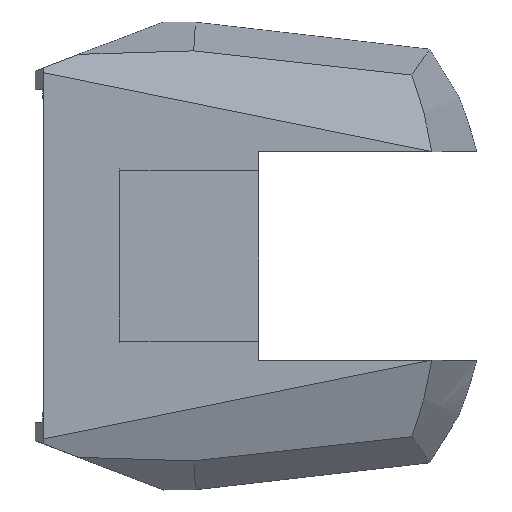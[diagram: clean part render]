
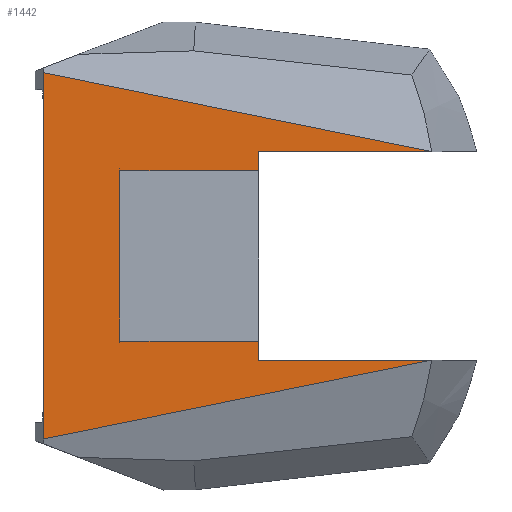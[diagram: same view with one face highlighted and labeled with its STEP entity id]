
A CAD part, top view. The second image highlights one B-rep face of the part: STEP entity #1442.
In plain terms, the highlighted planar face has unit normal (0, 0, 1).
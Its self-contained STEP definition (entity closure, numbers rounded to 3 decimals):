
#16 = EDGE_CURVE ( 'NONE', #1398, #2339, #2357, .T. ) ;
#98 = EDGE_LOOP ( 'NONE', ( #599, #1214, #1833, #1201, #1848, #425, #519, #837, #992, #1628 ) ) ;
#118 = EDGE_CURVE ( 'NONE', #360, #1398, #1420, .T. ) ;
#145 = EDGE_CURVE ( 'NONE', #1805, #954, #1289, .T. ) ;
#265 = VECTOR ( 'NONE', #1028, 1000. ) ;
#326 = DIRECTION ( 'NONE',  ( 0., 0., 1. ) ) ;
#342 = CARTESIAN_POINT ( 'NONE',  ( 6.301, 26.301, 30. ) ) ;
#360 = VERTEX_POINT ( 'NONE', #1311 ) ;
#380 = EDGE_CURVE ( 'NONE', #1438, #1395, #1325, .T. ) ;
#425 = ORIENTED_EDGE ( 'NONE', *, *, #118, .F. ) ;
#486 = DIRECTION ( 'NONE',  ( 1., 0., 0. ) ) ;
#519 = ORIENTED_EDGE ( 'NONE', *, *, #762, .F. ) ;
#520 = EDGE_CURVE ( 'NONE', #929, #2339, #2173, .T. ) ;
#526 = CARTESIAN_POINT ( 'NONE',  ( 6.301, 21.5, 30. ) ) ;
#568 = DIRECTION ( 'NONE',  ( 0., -1., 0. ) ) ;
#599 = ORIENTED_EDGE ( 'NONE', *, *, #2436, .F. ) ;
#613 = VECTOR ( 'NONE', #698, 1000. ) ;
#614 = DIRECTION ( 'NONE',  ( 0., -1., 0. ) ) ;
#627 = CARTESIAN_POINT ( 'NONE',  ( 0., -26.301, 30. ) ) ;
#674 = CARTESIAN_POINT ( 'NONE',  ( 6.301, -26.301, 30. ) ) ;
#698 = DIRECTION ( 'NONE',  ( 0.98, -0.199, 0. ) ) ;
#712 = PLANE ( 'NONE',  #1996 ) ;
#724 = DIRECTION ( 'NONE',  ( 0., -1., 0. ) ) ;
#725 = DIRECTION ( 'NONE',  ( 1., 0., 0. ) ) ;
#762 = EDGE_CURVE ( 'NONE', #1438, #360, #1372, .T. ) ;
#799 = CARTESIAN_POINT ( 'NONE',  ( -50., 46.63, 30. ) ) ;
#822 = VECTOR ( 'NONE', #486, 1000. ) ;
#837 = ORIENTED_EDGE ( 'NONE', *, *, #380, .T. ) ;
#886 = LINE ( 'NONE', #1432, #1091 ) ;
#902 = CARTESIAN_POINT ( 'NONE',  ( 0., 0., 30. ) ) ;
#929 = VERTEX_POINT ( 'NONE', #2005 ) ;
#934 = LINE ( 'NONE', #2368, #1957 ) ;
#954 = VERTEX_POINT ( 'NONE', #1129 ) ;
#992 = ORIENTED_EDGE ( 'NONE', *, *, #2367, .F. ) ;
#1028 = DIRECTION ( 'NONE',  ( 0., -1., 0. ) ) ;
#1051 = VECTOR ( 'NONE', #614, 1000. ) ;
#1091 = VECTOR ( 'NONE', #2046, 1000. ) ;
#1105 = CARTESIAN_POINT ( 'NONE',  ( 6.301, -21.5, 30. ) ) ;
#1129 = CARTESIAN_POINT ( 'NONE',  ( -47.902, -46.204, 30. ) ) ;
#1140 = VECTOR ( 'NONE', #1155, 1000. ) ;
#1155 = DIRECTION ( 'NONE',  ( 1., 0., 0. ) ) ;
#1201 = ORIENTED_EDGE ( 'NONE', *, *, #520, .T. ) ;
#1214 = ORIENTED_EDGE ( 'NONE', *, *, #145, .T. ) ;
#1289 = LINE ( 'NONE', #2060, #2164 ) ;
#1302 = CARTESIAN_POINT ( 'NONE',  ( -28.699, 21.5, 30. ) ) ;
#1311 = CARTESIAN_POINT ( 'NONE',  ( -28.699, -21.5, 30. ) ) ;
#1325 = LINE ( 'NONE', #2079, #1140 ) ;
#1347 = CARTESIAN_POINT ( 'NONE',  ( -47.902, 46.204, 30. ) ) ;
#1350 = VECTOR ( 'NONE', #568, 1000. ) ;
#1365 = LINE ( 'NONE', #1964, #1051 ) ;
#1372 = LINE ( 'NONE', #2309, #1350 ) ;
#1376 = DIRECTION ( 'NONE',  ( -1., 0., 0. ) ) ;
#1385 = VERTEX_POINT ( 'NONE', #1498 ) ;
#1395 = VERTEX_POINT ( 'NONE', #526 ) ;
#1398 = VERTEX_POINT ( 'NONE', #1105 ) ;
#1420 = LINE ( 'NONE', #2176, #822 ) ;
#1432 = CARTESIAN_POINT ( 'NONE',  ( 0., 26.301, 30. ) ) ;
#1438 = VERTEX_POINT ( 'NONE', #1302 ) ;
#1442 = ADVANCED_FACE ( 'NONE', ( #2415 ), #712, .T. ) ;
#1498 = CARTESIAN_POINT ( 'NONE',  ( 50., 26.301, 30. ) ) ;
#1628 = ORIENTED_EDGE ( 'NONE', *, *, #2088, .F. ) ;
#1741 = VERTEX_POINT ( 'NONE', #342 ) ;
#1805 = VERTEX_POINT ( 'NONE', #1347 ) ;
#1833 = ORIENTED_EDGE ( 'NONE', *, *, #2063, .F. ) ;
#1848 = ORIENTED_EDGE ( 'NONE', *, *, #16, .F. ) ;
#1957 = VECTOR ( 'NONE', #2024, 1000. ) ;
#1964 = CARTESIAN_POINT ( 'NONE',  ( 6.301, -26.301, 30. ) ) ;
#1996 = AXIS2_PLACEMENT_3D ( 'NONE', #902, #326, #725 ) ;
#2005 = CARTESIAN_POINT ( 'NONE',  ( 50., -26.301, 30. ) ) ;
#2024 = DIRECTION ( 'NONE',  ( -0.98, -0.199, 0. ) ) ;
#2046 = DIRECTION ( 'NONE',  ( -1., 0., 0. ) ) ;
#2060 = CARTESIAN_POINT ( 'NONE',  ( -47.902, 0., 30. ) ) ;
#2063 = EDGE_CURVE ( 'NONE', #929, #954, #934, .T. ) ;
#2079 = CARTESIAN_POINT ( 'NONE',  ( -28.699, 21.5, 30. ) ) ;
#2088 = EDGE_CURVE ( 'NONE', #1385, #1741, #886, .T. ) ;
#2164 = VECTOR ( 'NONE', #724, 1000. ) ;
#2172 = CARTESIAN_POINT ( 'NONE',  ( 6.301, -26.301, 30. ) ) ;
#2173 = LINE ( 'NONE', #627, #2359 ) ;
#2176 = CARTESIAN_POINT ( 'NONE',  ( -28.699, -21.5, 30. ) ) ;
#2309 = CARTESIAN_POINT ( 'NONE',  ( -28.699, 21.5, 30. ) ) ;
#2329 = LINE ( 'NONE', #799, #613 ) ;
#2339 = VERTEX_POINT ( 'NONE', #2172 ) ;
#2357 = LINE ( 'NONE', #674, #265 ) ;
#2359 = VECTOR ( 'NONE', #1376, 1000. ) ;
#2367 = EDGE_CURVE ( 'NONE', #1741, #1395, #1365, .T. ) ;
#2368 = CARTESIAN_POINT ( 'NONE',  ( 50., -26.301, 30. ) ) ;
#2415 = FACE_OUTER_BOUND ( 'NONE', #98, .T. ) ;
#2436 = EDGE_CURVE ( 'NONE', #1805, #1385, #2329, .T. ) ;
